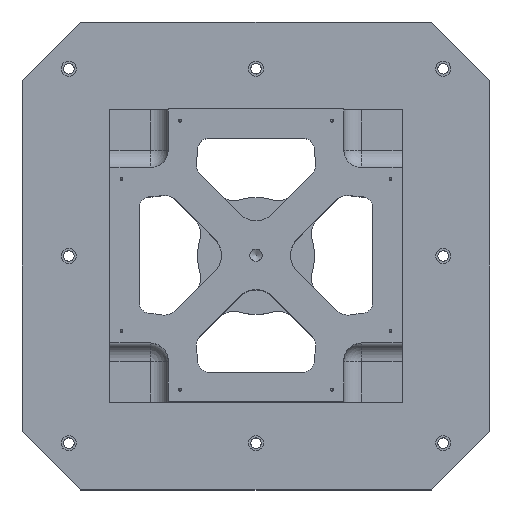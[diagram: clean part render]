
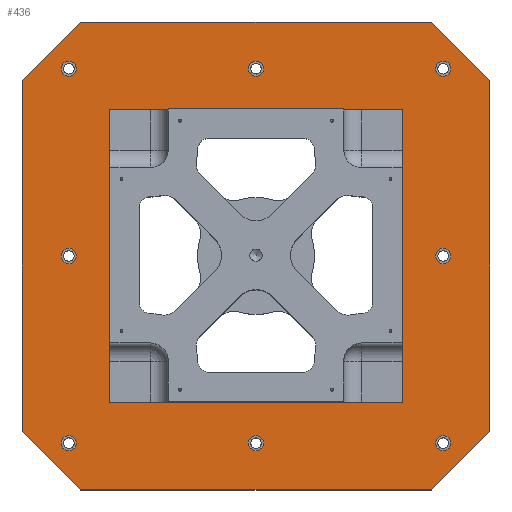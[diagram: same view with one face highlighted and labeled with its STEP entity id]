
A CAD part, top view. The second image highlights one B-rep face of the part: STEP entity #436.
In plain terms, the highlighted planar face has unit normal (0, 0, 1).
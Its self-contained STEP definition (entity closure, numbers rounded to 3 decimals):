
#436 = ADVANCED_FACE( '', ( #1249, #1250, #1251, #1252, #1253, #1254, #1255, #1256, #1257, #1258 ), #1259, .F. );
#1249 = FACE_BOUND( '', #2084, .T. );
#1250 = FACE_BOUND( '', #2085, .T. );
#1251 = FACE_BOUND( '', #2086, .T. );
#1252 = FACE_BOUND( '', #2087, .T. );
#1253 = FACE_BOUND( '', #2088, .T. );
#1254 = FACE_BOUND( '', #2089, .T. );
#1255 = FACE_BOUND( '', #2090, .T. );
#1256 = FACE_BOUND( '', #2091, .T. );
#1257 = FACE_OUTER_BOUND( '', #2092, .T. );
#1258 = FACE_BOUND( '', #2093, .T. );
#1259 = PLANE( '', #2094 );
#2084 = EDGE_LOOP( '', ( #4912 ) );
#2085 = EDGE_LOOP( '', ( #4913 ) );
#2086 = EDGE_LOOP( '', ( #4914 ) );
#2087 = EDGE_LOOP( '', ( #4915 ) );
#2088 = EDGE_LOOP( '', ( #4916 ) );
#2089 = EDGE_LOOP( '', ( #4917 ) );
#2090 = EDGE_LOOP( '', ( #4918 ) );
#2091 = EDGE_LOOP( '', ( #4919 ) );
#2092 = EDGE_LOOP( '', ( #4920, #4921, #4922, #4923, #4924, #4925, #4926, #4927 ) );
#2093 = EDGE_LOOP( '', ( #4928, #4929, #4930, #4931 ) );
#2094 = AXIS2_PLACEMENT_3D( '', #4932, #4933, #4934 );
#4912 = ORIENTED_EDGE( '', *, *, #5685, .T. );
#4913 = ORIENTED_EDGE( '', *, *, #5682, .T. );
#4914 = ORIENTED_EDGE( '', *, *, #5679, .T. );
#4915 = ORIENTED_EDGE( '', *, *, #5676, .T. );
#4916 = ORIENTED_EDGE( '', *, *, #5673, .T. );
#4917 = ORIENTED_EDGE( '', *, *, #5670, .T. );
#4918 = ORIENTED_EDGE( '', *, *, #5667, .T. );
#4919 = ORIENTED_EDGE( '', *, *, #5663, .T. );
#4920 = ORIENTED_EDGE( '', *, *, #5918, .T. );
#4921 = ORIENTED_EDGE( '', *, *, #5297, .T. );
#4922 = ORIENTED_EDGE( '', *, *, #5921, .T. );
#4923 = ORIENTED_EDGE( '', *, *, #5034, .T. );
#4924 = ORIENTED_EDGE( '', *, *, #5920, .T. );
#4925 = ORIENTED_EDGE( '', *, *, #5709, .T. );
#4926 = ORIENTED_EDGE( '', *, *, #5919, .T. );
#4927 = ORIENTED_EDGE( '', *, *, #5712, .T. );
#4928 = ORIENTED_EDGE( '', *, *, #5917, .F. );
#4929 = ORIENTED_EDGE( '', *, *, #5582, .F. );
#4930 = ORIENTED_EDGE( '', *, *, #5907, .F. );
#4931 = ORIENTED_EDGE( '', *, *, #5908, .F. );
#4932 = CARTESIAN_POINT( '', ( -400., 400., 50. ) );
#4933 = DIRECTION( '', ( 0., 0., -1. ) );
#4934 = DIRECTION( '', ( -1., 0., 0. ) );
#5034 = EDGE_CURVE( '', #5938, #5939, #5940, .F. );
#5297 = EDGE_CURVE( '', #6399, #6400, #6401, .F. );
#5582 = EDGE_CURVE( '', #6870, #6872, #6873, .T. );
#5663 = EDGE_CURVE( '', #6992, #6992, #6993, .T. );
#5667 = EDGE_CURVE( '', #7000, #7000, #7001, .T. );
#5670 = EDGE_CURVE( '', #7006, #7006, #7007, .T. );
#5673 = EDGE_CURVE( '', #7012, #7012, #7013, .T. );
#5676 = EDGE_CURVE( '', #7018, #7018, #7019, .T. );
#5679 = EDGE_CURVE( '', #7024, #7024, #7025, .T. );
#5682 = EDGE_CURVE( '', #7030, #7030, #7031, .T. );
#5685 = EDGE_CURVE( '', #7036, #7036, #7037, .T. );
#5709 = EDGE_CURVE( '', #7064, #7065, #7066, .F. );
#5712 = EDGE_CURVE( '', #7069, #7070, #7071, .F. );
#5907 = EDGE_CURVE( '', #7335, #6870, #7337, .T. );
#5908 = EDGE_CURVE( '', #7338, #7335, #7339, .T. );
#5917 = EDGE_CURVE( '', #6872, #7338, #7349, .T. );
#5918 = EDGE_CURVE( '', #7070, #6399, #7350, .T. );
#5919 = EDGE_CURVE( '', #7065, #7069, #7351, .T. );
#5920 = EDGE_CURVE( '', #5939, #7064, #7352, .T. );
#5921 = EDGE_CURVE( '', #6400, #5938, #7353, .T. );
#5938 = VERTEX_POINT( '', #7374 );
#5939 = VERTEX_POINT( '', #7375 );
#5940 = LINE( '', #7376, #7377 );
#6399 = VERTEX_POINT( '', #8897 );
#6400 = VERTEX_POINT( '', #8898 );
#6401 = LINE( '', #8899, #8900 );
#6870 = VERTEX_POINT( '', #9819 );
#6872 = VERTEX_POINT( '', #9822 );
#6873 = LINE( '', #9823, #9824 );
#6992 = VERTEX_POINT( '', #9987 );
#6993 = CIRCLE( '', #9988, 13. );
#7000 = VERTEX_POINT( '', #9995 );
#7001 = CIRCLE( '', #9996, 13. );
#7006 = VERTEX_POINT( '', #10001 );
#7007 = CIRCLE( '', #10002, 13. );
#7012 = VERTEX_POINT( '', #10007 );
#7013 = CIRCLE( '', #10008, 13. );
#7018 = VERTEX_POINT( '', #10013 );
#7019 = CIRCLE( '', #10014, 13. );
#7024 = VERTEX_POINT( '', #10019 );
#7025 = CIRCLE( '', #10020, 13. );
#7030 = VERTEX_POINT( '', #10025 );
#7031 = CIRCLE( '', #10026, 13. );
#7036 = VERTEX_POINT( '', #10031 );
#7037 = CIRCLE( '', #10032, 13. );
#7064 = VERTEX_POINT( '', #10059 );
#7065 = VERTEX_POINT( '', #10060 );
#7066 = LINE( '', #10061, #10062 );
#7069 = VERTEX_POINT( '', #10067 );
#7070 = VERTEX_POINT( '', #10068 );
#7071 = LINE( '', #10069, #10070 );
#7335 = VERTEX_POINT( '', #10491 );
#7337 = LINE( '', #10494, #10495 );
#7338 = VERTEX_POINT( '', #10496 );
#7339 = LINE( '', #10497, #10498 );
#7349 = LINE( '', #10516, #10517 );
#7350 = LINE( '', #10518, #10519 );
#7351 = LINE( '', #10520, #10521 );
#7352 = LINE( '', #10522, #10523 );
#7353 = LINE( '', #10524, #10525 );
#7374 = CARTESIAN_POINT( '', ( -400., -300., 50. ) );
#7375 = CARTESIAN_POINT( '', ( -300., -400., 50. ) );
#7376 = CARTESIAN_POINT( '', ( -300., -400., 50. ) );
#7377 = VECTOR( '', #10542, 1000. );
#8897 = CARTESIAN_POINT( '', ( -300., 400., 50. ) );
#8898 = CARTESIAN_POINT( '', ( -400., 300., 50. ) );
#8899 = CARTESIAN_POINT( '', ( -400., 300., 50. ) );
#8900 = VECTOR( '', #10955, 1000. );
#9819 = CARTESIAN_POINT( '', ( 250., 250., 50. ) );
#9822 = CARTESIAN_POINT( '', ( -250., 250., 50. ) );
#9823 = CARTESIAN_POINT( '', ( 250., 250., 50. ) );
#9824 = VECTOR( '', #11522, 1000. );
#9987 = CARTESIAN_POINT( '', ( -320., -13., 50. ) );
#9988 = AXIS2_PLACEMENT_3D( '', #11675, #11676, #11677 );
#9995 = CARTESIAN_POINT( '', ( 0., 307., 50. ) );
#9996 = AXIS2_PLACEMENT_3D( '', #11687, #11688, #11689 );
#10001 = CARTESIAN_POINT( '', ( 320., 307., 50. ) );
#10002 = AXIS2_PLACEMENT_3D( '', #11696, #11697, #11698 );
#10007 = CARTESIAN_POINT( '', ( 320., -13., 50. ) );
#10008 = AXIS2_PLACEMENT_3D( '', #11705, #11706, #11707 );
#10013 = CARTESIAN_POINT( '', ( 320., -333., 50. ) );
#10014 = AXIS2_PLACEMENT_3D( '', #11714, #11715, #11716 );
#10019 = CARTESIAN_POINT( '', ( 0., -333., 50. ) );
#10020 = AXIS2_PLACEMENT_3D( '', #11723, #11724, #11725 );
#10025 = CARTESIAN_POINT( '', ( -320., 307., 50. ) );
#10026 = AXIS2_PLACEMENT_3D( '', #11732, #11733, #11734 );
#10031 = CARTESIAN_POINT( '', ( -320., -333., 50. ) );
#10032 = AXIS2_PLACEMENT_3D( '', #11741, #11742, #11743 );
#10059 = CARTESIAN_POINT( '', ( 300., -400., 50. ) );
#10060 = CARTESIAN_POINT( '', ( 400., -300., 50. ) );
#10061 = CARTESIAN_POINT( '', ( 400., -300., 50. ) );
#10062 = VECTOR( '', #11783, 1000. );
#10067 = CARTESIAN_POINT( '', ( 400., 300., 50. ) );
#10068 = CARTESIAN_POINT( '', ( 300., 400., 50. ) );
#10069 = CARTESIAN_POINT( '', ( 300., 400., 50. ) );
#10070 = VECTOR( '', #11786, 1000. );
#10491 = CARTESIAN_POINT( '', ( 250., -250., 50. ) );
#10494 = CARTESIAN_POINT( '', ( 250., -250., 50. ) );
#10495 = VECTOR( '', #12147, 1000. );
#10496 = CARTESIAN_POINT( '', ( -250., -250., 50. ) );
#10497 = CARTESIAN_POINT( '', ( -250., -250., 50. ) );
#10498 = VECTOR( '', #12148, 1000. );
#10516 = CARTESIAN_POINT( '', ( -250., 250., 50. ) );
#10517 = VECTOR( '', #12157, 1000. );
#10518 = CARTESIAN_POINT( '', ( 400., 400., 50. ) );
#10519 = VECTOR( '', #12158, 1000. );
#10520 = CARTESIAN_POINT( '', ( 400., -400., 50. ) );
#10521 = VECTOR( '', #12159, 1000. );
#10522 = CARTESIAN_POINT( '', ( -400., -400., 50. ) );
#10523 = VECTOR( '', #12160, 1000. );
#10524 = CARTESIAN_POINT( '', ( -400., 400., 50. ) );
#10525 = VECTOR( '', #12161, 1000. );
#10542 = DIRECTION( '', ( -0.707, 0.707, 0. ) );
#10955 = DIRECTION( '', ( 0.707, 0.707, 0. ) );
#11522 = DIRECTION( '', ( -1., 0., 0. ) );
#11675 = CARTESIAN_POINT( '', ( -320., 0., 50. ) );
#11676 = DIRECTION( '', ( 0., 0., -1. ) );
#11677 = DIRECTION( '', ( 0., -1., 0. ) );
#11687 = CARTESIAN_POINT( '', ( 0., 320., 50. ) );
#11688 = DIRECTION( '', ( 0., 0., -1. ) );
#11689 = DIRECTION( '', ( 0., -1., 0. ) );
#11696 = CARTESIAN_POINT( '', ( 320., 320., 50. ) );
#11697 = DIRECTION( '', ( 0., 0., -1. ) );
#11698 = DIRECTION( '', ( 0., -1., 0. ) );
#11705 = CARTESIAN_POINT( '', ( 320., 0., 50. ) );
#11706 = DIRECTION( '', ( 0., 0., -1. ) );
#11707 = DIRECTION( '', ( 0., -1., 0. ) );
#11714 = CARTESIAN_POINT( '', ( 320., -320., 50. ) );
#11715 = DIRECTION( '', ( 0., 0., -1. ) );
#11716 = DIRECTION( '', ( 0., -1., 0. ) );
#11723 = CARTESIAN_POINT( '', ( 0., -320., 50. ) );
#11724 = DIRECTION( '', ( 0., 0., -1. ) );
#11725 = DIRECTION( '', ( 0., -1., 0. ) );
#11732 = CARTESIAN_POINT( '', ( -320., 320., 50. ) );
#11733 = DIRECTION( '', ( 0., 0., -1. ) );
#11734 = DIRECTION( '', ( 0., -1., 0. ) );
#11741 = CARTESIAN_POINT( '', ( -320., -320., 50. ) );
#11742 = DIRECTION( '', ( 0., 0., -1. ) );
#11743 = DIRECTION( '', ( 0., -1., 0. ) );
#11783 = DIRECTION( '', ( -0.707, -0.707, 0. ) );
#11786 = DIRECTION( '', ( 0.707, -0.707, 0. ) );
#12147 = DIRECTION( '', ( 0., 1., 0. ) );
#12148 = DIRECTION( '', ( 1., 0., 0. ) );
#12157 = DIRECTION( '', ( 0., -1., 0. ) );
#12158 = DIRECTION( '', ( -1., 0., 0. ) );
#12159 = DIRECTION( '', ( 0., 1., 0. ) );
#12160 = DIRECTION( '', ( 1., 0., 0. ) );
#12161 = DIRECTION( '', ( 0., -1., 0. ) );
